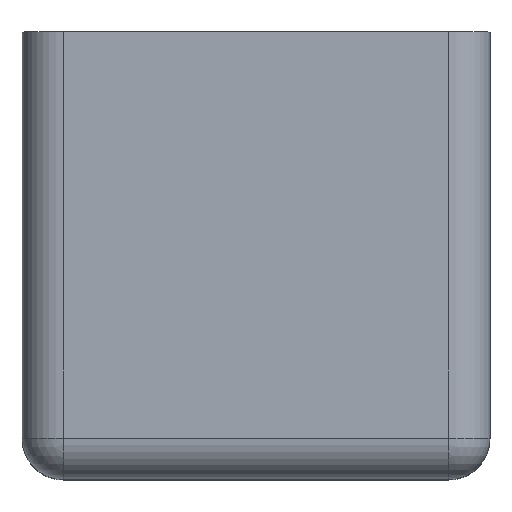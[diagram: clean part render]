
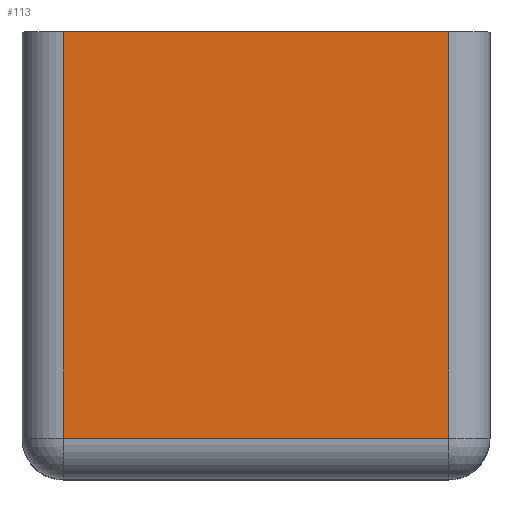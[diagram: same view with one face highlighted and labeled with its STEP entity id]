
A CAD part, top view. The second image highlights one B-rep face of the part: STEP entity #113.
In plain terms, the highlighted planar face has unit normal (0, 0, 1).
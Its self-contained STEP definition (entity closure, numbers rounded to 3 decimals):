
#107 = LINE ( 'NONE', #2729, #2430 ) ;
#113 = ADVANCED_FACE ( 'NONE', ( #1007 ), #2503, .F. ) ;
#373 = ORIENTED_EDGE ( 'NONE', *, *, #3551, .T. ) ;
#441 = EDGE_LOOP ( 'NONE', ( #1388, #373, #1641, #2221 ) ) ;
#539 = LINE ( 'NONE', #2594, #1185 ) ;
#838 = VERTEX_POINT ( 'NONE', #3004 ) ;
#1007 = FACE_OUTER_BOUND ( 'NONE', #441, .T. ) ;
#1185 = VECTOR ( 'NONE', #2905, 1000. ) ;
#1291 = DIRECTION ( 'NONE',  ( 0., 1., 0. ) ) ;
#1351 = CARTESIAN_POINT ( 'NONE',  ( 0., 1., 34. ) ) ;
#1388 = ORIENTED_EDGE ( 'NONE', *, *, #1977, .F. ) ;
#1630 = DIRECTION ( 'NONE',  ( 1., 0., 0. ) ) ;
#1641 = ORIENTED_EDGE ( 'NONE', *, *, #2688, .T. ) ;
#1652 = VERTEX_POINT ( 'NONE', #3016 ) ;
#1845 = DIRECTION ( 'NONE',  ( -1., 0., 0. ) ) ;
#1923 = CARTESIAN_POINT ( 'NONE',  ( 0., 60., 34. ) ) ;
#1926 = LINE ( 'NONE', #1351, #3310 ) ;
#1977 = EDGE_CURVE ( 'NONE', #838, #1652, #2108, .T. ) ;
#2045 = VERTEX_POINT ( 'NONE', #2127 ) ;
#2108 = LINE ( 'NONE', #3220, #2136 ) ;
#2127 = CARTESIAN_POINT ( 'NONE',  ( 28., 1., 34. ) ) ;
#2136 = VECTOR ( 'NONE', #3516, 1000. ) ;
#2211 = DIRECTION ( 'NONE',  ( 0., 0., -1. ) ) ;
#2221 = ORIENTED_EDGE ( 'NONE', *, *, #3837, .T. ) ;
#2282 = CARTESIAN_POINT ( 'NONE',  ( -28., 1., 34. ) ) ;
#2430 = VECTOR ( 'NONE', #1291, 1000. ) ;
#2503 = PLANE ( 'NONE',  #2845 ) ;
#2594 = CARTESIAN_POINT ( 'NONE',  ( -28., 60., 34. ) ) ;
#2688 = EDGE_CURVE ( 'NONE', #3576, #2045, #1926, .T. ) ;
#2729 = CARTESIAN_POINT ( 'NONE',  ( 28., 60., 34. ) ) ;
#2845 = AXIS2_PLACEMENT_3D ( 'NONE', #1923, #2211, #1845 ) ;
#2905 = DIRECTION ( 'NONE',  ( 0., -1., 0. ) ) ;
#3004 = CARTESIAN_POINT ( 'NONE',  ( -28., 60., 34. ) ) ;
#3016 = CARTESIAN_POINT ( 'NONE',  ( 28., 60., 34. ) ) ;
#3220 = CARTESIAN_POINT ( 'NONE',  ( 0., 60., 34. ) ) ;
#3310 = VECTOR ( 'NONE', #1630, 1000. ) ;
#3516 = DIRECTION ( 'NONE',  ( 1., 0., 0. ) ) ;
#3551 = EDGE_CURVE ( 'NONE', #838, #3576, #539, .T. ) ;
#3576 = VERTEX_POINT ( 'NONE', #2282 ) ;
#3837 = EDGE_CURVE ( 'NONE', #2045, #1652, #107, .T. ) ;
